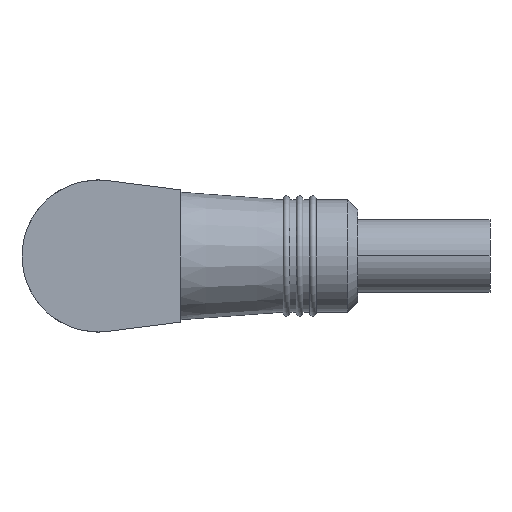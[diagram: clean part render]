
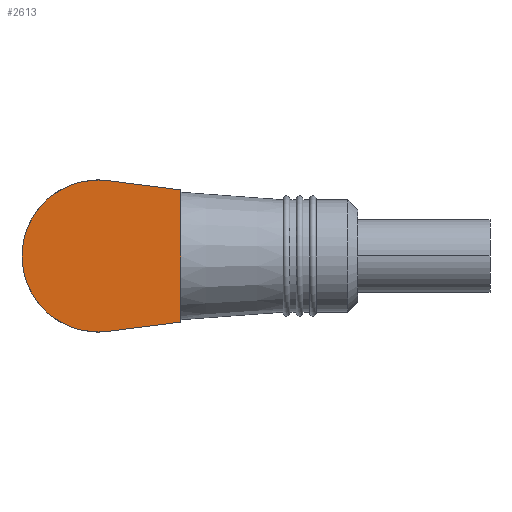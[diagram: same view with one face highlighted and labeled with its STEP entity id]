
A CAD part, front view. The second image highlights one B-rep face of the part: STEP entity #2613.
In plain terms, the highlighted planar face has unit normal (0, -1, 0).
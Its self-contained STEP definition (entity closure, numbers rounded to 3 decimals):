
#41 = ORIENTED_EDGE ( 'NONE', *, *, #593, .F. ) ;
#127 = EDGE_CURVE ( 'NONE', #2490, #2094, #1508, .T. ) ;
#309 = DIRECTION ( 'NONE',  ( 0., 0., -1. ) ) ;
#319 = DIRECTION ( 'NONE',  ( 0., 1., 0. ) ) ;
#586 = VECTOR ( 'NONE', #3200, 1000. ) ;
#593 = EDGE_CURVE ( 'NONE', #2152, #2490, #1946, .T. ) ;
#741 = VECTOR ( 'NONE', #2994, 1000. ) ;
#810 = DIRECTION ( 'NONE',  ( -1., 0., 0. ) ) ;
#1059 = AXIS2_PLACEMENT_3D ( 'NONE', #1270, #319, #3093 ) ;
#1100 = CARTESIAN_POINT ( 'NONE',  ( 12.5, -25.7, -10. ) ) ;
#1200 = ORIENTED_EDGE ( 'NONE', *, *, #3106, .F. ) ;
#1234 = VERTEX_POINT ( 'NONE', #3132 ) ;
#1270 = CARTESIAN_POINT ( 'NONE',  ( 0., -25.7, 0. ) ) ;
#1402 = VECTOR ( 'NONE', #309, 1000. ) ;
#1508 = LINE ( 'NONE', #2396, #741 ) ;
#1669 = CARTESIAN_POINT ( 'NONE',  ( 12.5, -25.7, 0. ) ) ;
#1752 = ORIENTED_EDGE ( 'NONE', *, *, #127, .F. ) ;
#1835 = CARTESIAN_POINT ( 'NONE',  ( 12.5, -25.7, 0. ) ) ;
#1874 = ORIENTED_EDGE ( 'NONE', *, *, #2525, .F. ) ;
#1946 = CIRCLE ( 'NONE', #1059, 11.5 ) ;
#2032 = FACE_OUTER_BOUND ( 'NONE', #3316, .T. ) ;
#2034 = AXIS2_PLACEMENT_3D ( 'NONE', #3023, #2126, #810 ) ;
#2062 = CARTESIAN_POINT ( 'NONE',  ( 1.454, -25.7, -11.408 ) ) ;
#2094 = VERTEX_POINT ( 'NONE', #2664 ) ;
#2126 = DIRECTION ( 'NONE',  ( 0., 1., 0. ) ) ;
#2152 = VERTEX_POINT ( 'NONE', #2062 ) ;
#2396 = CARTESIAN_POINT ( 'NONE',  ( 1.454, -25.7, 11.408 ) ) ;
#2466 = CARTESIAN_POINT ( 'NONE',  ( 12.5, -25.7, 10. ) ) ;
#2490 = VERTEX_POINT ( 'NONE', #3798 ) ;
#2525 = EDGE_CURVE ( 'NONE', #1234, #2152, #3125, .T. ) ;
#2613 = ADVANCED_FACE ( 'NONE', ( #2032 ), #3369, .F. ) ;
#2631 = LINE ( 'NONE', #1835, #1402 ) ;
#2664 = CARTESIAN_POINT ( 'NONE',  ( 12.5, -25.7, 10. ) ) ;
#2691 = LINE ( 'NONE', #2466, #2737 ) ;
#2737 = VECTOR ( 'NONE', #3410, 1000. ) ;
#2797 = EDGE_CURVE ( 'NONE', #3310, #1234, #2631, .T. ) ;
#2994 = DIRECTION ( 'NONE',  ( 0.992, 0., -0.126 ) ) ;
#3023 = CARTESIAN_POINT ( 'NONE',  ( 12.5, -25.7, 0. ) ) ;
#3057 = ORIENTED_EDGE ( 'NONE', *, *, #2797, .F. ) ;
#3093 = DIRECTION ( 'NONE',  ( 0.126, 0., -0.992 ) ) ;
#3106 = EDGE_CURVE ( 'NONE', #2094, #3310, #2691, .T. ) ;
#3125 = LINE ( 'NONE', #1100, #586 ) ;
#3132 = CARTESIAN_POINT ( 'NONE',  ( 12.5, -25.7, -10. ) ) ;
#3200 = DIRECTION ( 'NONE',  ( -0.992, 0., -0.126 ) ) ;
#3310 = VERTEX_POINT ( 'NONE', #1669 ) ;
#3316 = EDGE_LOOP ( 'NONE', ( #1752, #41, #1874, #3057, #1200 ) ) ;
#3369 = PLANE ( 'NONE',  #2034 ) ;
#3410 = DIRECTION ( 'NONE',  ( 0., 0., -1. ) ) ;
#3798 = CARTESIAN_POINT ( 'NONE',  ( 1.454, -25.7, 11.408 ) ) ;
